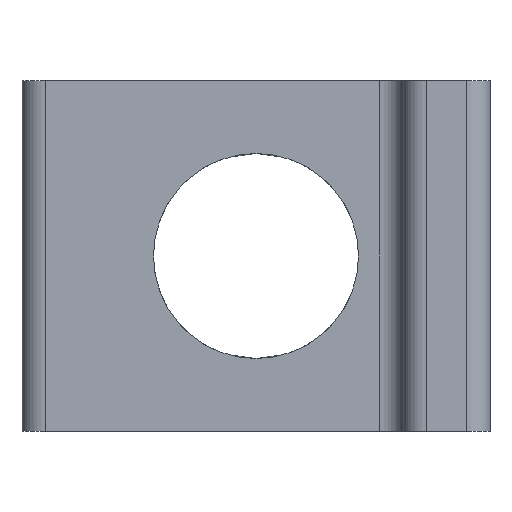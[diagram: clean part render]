
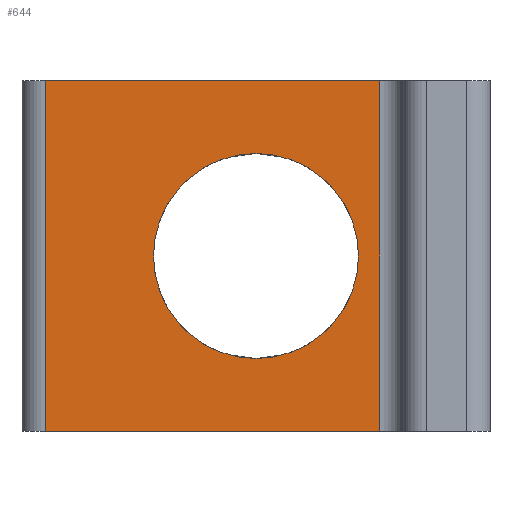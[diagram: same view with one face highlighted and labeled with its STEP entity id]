
A CAD part, left-side view. The second image highlights one B-rep face of the part: STEP entity #644.
In plain terms, the highlighted planar face has unit normal (-1, 0, 0).
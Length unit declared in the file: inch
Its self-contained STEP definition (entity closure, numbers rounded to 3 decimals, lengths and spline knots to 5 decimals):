
#295=CARTESIAN_POINT('',(-0.688,-0.2805,-0.60169));
#296=VERTEX_POINT('',#295);
#297=CARTESIAN_POINT('',(-0.688,-0.2805,-0.49219));
#298=DIRECTION('',(1.0,0.0,0.0));
#299=DIRECTION('',(0.0,0.0,-1.0));
#300=AXIS2_PLACEMENT_3D('',#297,#298,#299);
#301=CIRCLE('',#300,0.1095);
#302=EDGE_CURVE('',#296,#296,#301,.T.);
#513=CARTESIAN_POINT('',(-0.688,-0.4125,-0.67969));
#514=VERTEX_POINT('',#513);
#522=CARTESIAN_POINT('',(-0.688,-0.0555,-0.67969));
#523=VERTEX_POINT('',#522);
#524=CARTESIAN_POINT('',(-0.688,-0.0555,-0.67969));
#525=DIRECTION('',(0.0,-1.0,0.0));
#526=VECTOR('',#525,0.357);
#527=LINE('',#524,#526);
#528=EDGE_CURVE('',#523,#514,#527,.T.);
#598=CARTESIAN_POINT('',(-0.688,-0.0555,-0.30469));
#599=VERTEX_POINT('',#598);
#609=CARTESIAN_POINT('',(-0.688,-0.0555,-0.67969));
#610=DIRECTION('',(0.0,0.0,1.0));
#611=VECTOR('',#610,0.375);
#612=LINE('',#609,#611);
#613=EDGE_CURVE('',#523,#599,#612,.T.);
#618=CARTESIAN_POINT('',(-0.688,-0.4375,-0.67969));
#619=DIRECTION('',(-1.0,0.0,0.0));
#620=DIRECTION('',(0.0,0.0,1.0));
#621=AXIS2_PLACEMENT_3D('',#618,#619,#620);
#622=PLANE('',#621);
#623=ORIENTED_EDGE('',*,*,#613,.F.);
#624=ORIENTED_EDGE('',*,*,#528,.T.);
#625=CARTESIAN_POINT('',(-0.688,-0.4125,-0.30469));
#626=VERTEX_POINT('',#625);
#627=CARTESIAN_POINT('',(-0.688,-0.4125,-0.30469));
#628=DIRECTION('',(0.0,0.0,-1.0));
#629=VECTOR('',#628,0.375);
#630=LINE('',#627,#629);
#631=EDGE_CURVE('',#626,#514,#630,.T.);
#632=ORIENTED_EDGE('',*,*,#631,.F.);
#633=CARTESIAN_POINT('',(-0.688,-0.4125,-0.30469));
#634=DIRECTION('',(0.0,1.0,0.0));
#635=VECTOR('',#634,0.357);
#636=LINE('',#633,#635);
#637=EDGE_CURVE('',#626,#599,#636,.T.);
#638=ORIENTED_EDGE('',*,*,#637,.T.);
#639=EDGE_LOOP('',(#623,#624,#632,#638));
#640=FACE_OUTER_BOUND('',#639,.T.);
#641=ORIENTED_EDGE('',*,*,#302,.T.);
#642=EDGE_LOOP('',(#641));
#643=FACE_BOUND('',#642,.T.);
#644=ADVANCED_FACE('',(#640,#643),#622,.T.);
